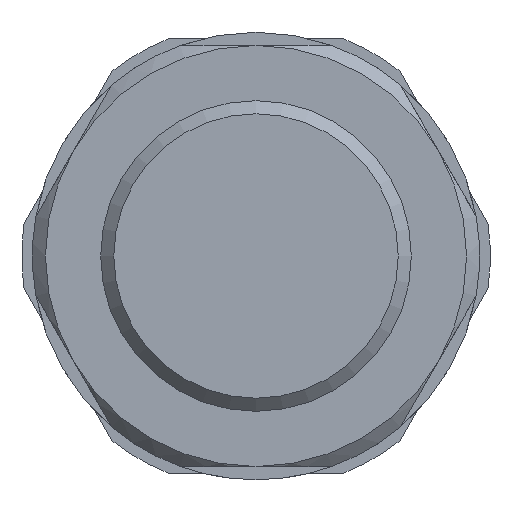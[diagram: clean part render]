
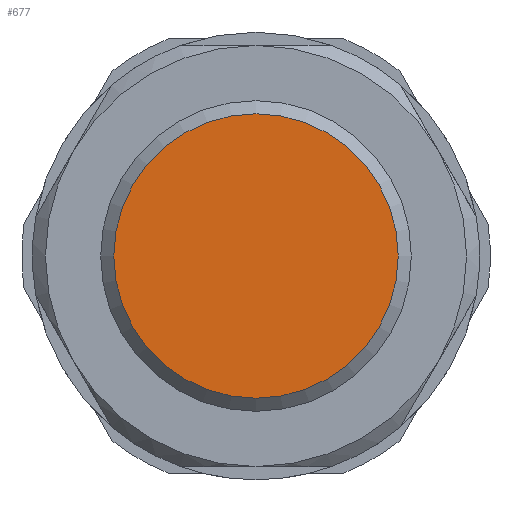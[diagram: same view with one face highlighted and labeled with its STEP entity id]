
A CAD part, front view. The second image highlights one B-rep face of the part: STEP entity #677.
In plain terms, the highlighted planar face has unit normal (0, -1, 0).
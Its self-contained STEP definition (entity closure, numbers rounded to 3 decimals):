
#55=FACE_OUTER_BOUND('',#95,.T.);
#95=EDGE_LOOP('',(#464));
#139=CIRCLE('',#751,5.402);
#280=VERTEX_POINT('',#1077);
#349=EDGE_CURVE('',#280,#280,#139,.T.);
#464=ORIENTED_EDGE('',*,*,#349,.F.);
#607=PLANE('',#756);
#677=ADVANCED_FACE('',(#55),#607,.F.);
#751=AXIS2_PLACEMENT_3D('',#1078,#872,#873);
#756=AXIS2_PLACEMENT_3D('',#1088,#884,#885);
#872=DIRECTION('center_axis',(0.,1.,0.));
#873=DIRECTION('ref_axis',(-1.,0.,0.));
#884=DIRECTION('center_axis',(0.,1.,0.));
#885=DIRECTION('ref_axis',(0.,0.,1.));
#1077=CARTESIAN_POINT('',(-0.023,-9.686,0.));
#1078=CARTESIAN_POINT('Origin',(-5.425,-9.686,0.));
#1088=CARTESIAN_POINT('Origin',(-5.425,-9.686,0.));
